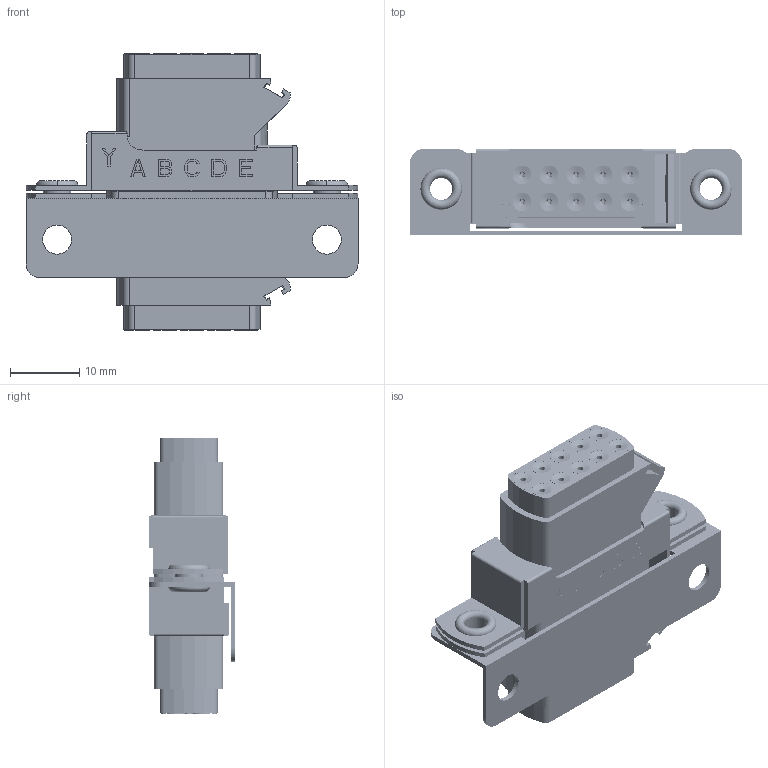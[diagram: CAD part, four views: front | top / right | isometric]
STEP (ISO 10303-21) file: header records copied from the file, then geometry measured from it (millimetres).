
FILE_DESCRIPTION((''),'2;1');
FILE_NAME('00114521202Y','2020-09-14T',('presta_be4'),(''),'CREO PARAMETRIC BY PTC INC, 2018360','CREO PARAMETRIC BY PTC INC, 2018360','');
FILE_SCHEMA(('CONFIG_CONTROL_DESIGN'));
Products named in the file (1): 00114521202Y
Bounding box: 48 x 12.54 x 39.93 mm (x, y, z)
Volume: 7590.2 mm3; surface area: 15688.7 mm2
Topology: 27 solids, 27 shells, 3994 faces, 10368 edges, 6616 vertices
Faces by surface type: plane 2108, cylinder 740, torus 586, cone 480, bspline 80
Entity records: 136722 total; most frequent: CARTESIAN_POINT 37228, DIRECTION 21264, ORIENTED_EDGE 20736, EDGE_CURVE 10368, AXIS2_PLACEMENT_3D 7932, VERTEX_POINT 6616, VECTOR 5400, LINE 5400
